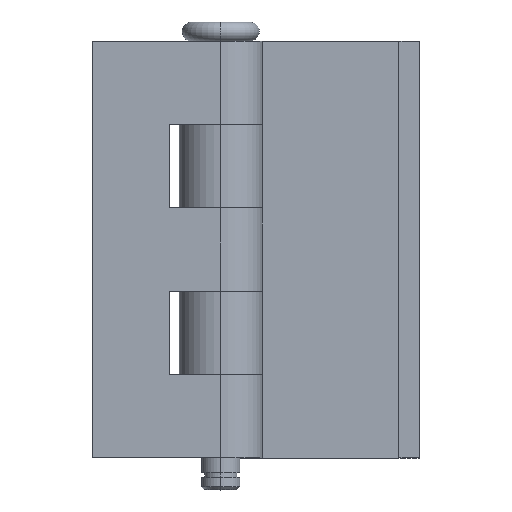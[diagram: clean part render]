
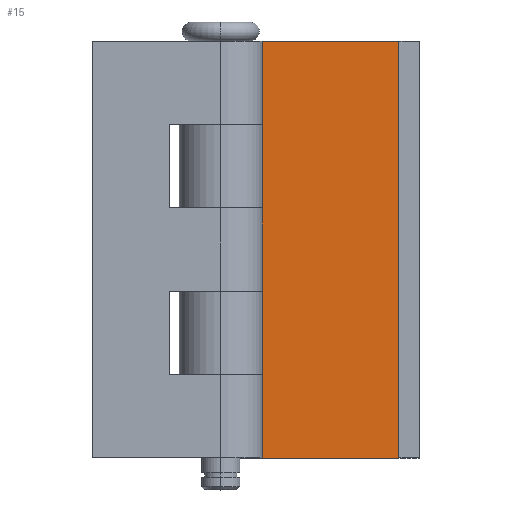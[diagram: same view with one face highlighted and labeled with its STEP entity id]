
A CAD part, top view. The second image highlights one B-rep face of the part: STEP entity #15.
In plain terms, the highlighted planar face has unit normal (0, 0, 1).
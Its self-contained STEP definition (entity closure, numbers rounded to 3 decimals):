
#8 = EDGE_CURVE ( 'NONE', #228, #41, #764, .T. ) ;
#15 = ADVANCED_FACE ( 'NONE', ( #751 ), #750, .F. ) ;
#18 = ORIENTED_EDGE ( 'NONE', *, *, #8, .T. ) ;
#22 = EDGE_LOOP ( 'NONE', ( #18, #271, #334, #321 ) ) ;
#33 = EDGE_CURVE ( 'NONE', #216, #228, #784, .T. ) ;
#41 = VERTEX_POINT ( 'NONE', #771 ) ;
#199 = EDGE_CURVE ( 'NONE', #216, #200, #1095, .T. ) ;
#200 = VERTEX_POINT ( 'NONE', #1091 ) ;
#216 = VERTEX_POINT ( 'NONE', #1123 ) ;
#228 = VERTEX_POINT ( 'NONE', #1170 ) ;
#270 = EDGE_CURVE ( 'NONE', #200, #41, #1220, .T. ) ;
#271 = ORIENTED_EDGE ( 'NONE', *, *, #270, .F. ) ;
#321 = ORIENTED_EDGE ( 'NONE', *, *, #33, .T. ) ;
#334 = ORIENTED_EDGE ( 'NONE', *, *, #199, .F. ) ;
#746 = DIRECTION ( 'NONE',  ( -1., 0., 0. ) ) ;
#747 = DIRECTION ( 'NONE',  ( 0., 0., -1. ) ) ;
#748 = CARTESIAN_POINT ( 'NONE',  ( 6.2, 32.5, -15.8 ) ) ;
#749 = AXIS2_PLACEMENT_3D ( 'NONE', #748, #747, #746 ) ;
#750 = PLANE ( 'NONE',  #749 ) ;
#751 = FACE_OUTER_BOUND ( 'NONE', #22, .T. ) ;
#761 = DIRECTION ( 'NONE',  ( 1., 0., 0. ) ) ;
#762 = VECTOR ( 'NONE', #761, 1000. ) ;
#763 = CARTESIAN_POINT ( 'NONE',  ( 6.2, -32.5, -15.8 ) ) ;
#764 = LINE ( 'NONE', #763, #762 ) ;
#771 = CARTESIAN_POINT ( 'NONE',  ( 27.8, -32.5, -15.8 ) ) ;
#781 = DIRECTION ( 'NONE',  ( 0., -1., 0. ) ) ;
#782 = VECTOR ( 'NONE', #781, 1000. ) ;
#783 = CARTESIAN_POINT ( 'NONE',  ( 6.2, 32.5, -15.8 ) ) ;
#784 = LINE ( 'NONE', #783, #782 ) ;
#1091 = CARTESIAN_POINT ( 'NONE',  ( 27.8, 32.5, -15.8 ) ) ;
#1092 = DIRECTION ( 'NONE',  ( 1., 0., 0. ) ) ;
#1093 = VECTOR ( 'NONE', #1092, 1000. ) ;
#1094 = CARTESIAN_POINT ( 'NONE',  ( 6.2, 32.5, -15.8 ) ) ;
#1095 = LINE ( 'NONE', #1094, #1093 ) ;
#1123 = CARTESIAN_POINT ( 'NONE',  ( 6.2, 32.5, -15.8 ) ) ;
#1170 = CARTESIAN_POINT ( 'NONE',  ( 6.2, -32.5, -15.8 ) ) ;
#1212 = DIRECTION ( 'NONE',  ( 0., -1., 0. ) ) ;
#1213 = VECTOR ( 'NONE', #1212, 1000. ) ;
#1214 = CARTESIAN_POINT ( 'NONE',  ( 27.8, 32.5, -15.8 ) ) ;
#1220 = LINE ( 'NONE', #1214, #1213 ) ;
